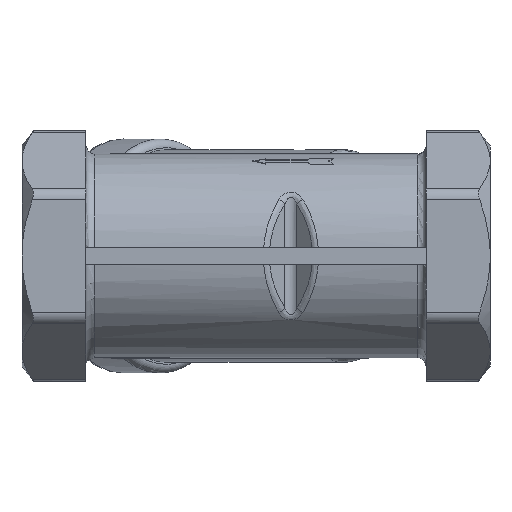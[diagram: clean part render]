
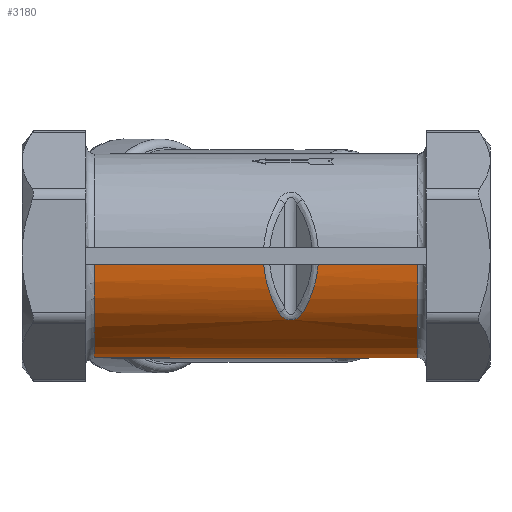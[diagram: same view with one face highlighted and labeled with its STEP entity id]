
A CAD part, front view. The second image highlights one B-rep face of the part: STEP entity #3180.
In plain terms, the highlighted cylindrical face has radius 24 mm (diameter 48 mm), a partial arc.
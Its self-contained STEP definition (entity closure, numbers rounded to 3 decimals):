
#203=ELLIPSE('',#3382,31.33,24.);
#213=ELLIPSE('',#3421,32.558,24.);
#214=ELLIPSE('',#3422,32.558,24.);
#215=ELLIPSE('',#3424,31.33,24.);
#307=B_SPLINE_CURVE_WITH_KNOTS('',3,(#4574,#4575,#4576,#4577,#4578,#4579,
#4580,#4581,#4582,#4583),.UNSPECIFIED.,.F.,.F.,(4,2,2,2,4),(1.21,
1.213,1.275,1.357,1.483),
 .UNSPECIFIED.);
#326=B_SPLINE_CURVE_WITH_KNOTS('',3,(#4916,#4917,#4918,#4919,#4920,#4921,
#4922),.UNSPECIFIED.,.F.,.F.,(4,1,1,1,4),(-0.322,-0.311,
-0.207,-0.156,0.),
 .UNSPECIFIED.);
#327=B_SPLINE_CURVE_WITH_KNOTS('',3,(#4924,#4925,#4926,#4927),
 .UNSPECIFIED.,.F.,.F.,(4,4),(-0.405,-0.322),
 .UNSPECIFIED.);
#328=B_SPLINE_CURVE_WITH_KNOTS('',3,(#4929,#4930,#4931,#4932,#4933,#4934),
 .UNSPECIFIED.,.F.,.F.,(4,1,1,4),(-0.726,-0.519,
-0.415,-0.405),.UNSPECIFIED.);
#329=B_SPLINE_CURVE_WITH_KNOTS('',3,(#4938,#4939,#4940,#4941,#4942,#4943,
#4944,#4945,#4946,#4947,#4948,#4949,#4950,#4951,#4952,#4953,#4954,#4955),
 .UNSPECIFIED.,.F.,.F.,(4,2,2,2,2,2,2,2,4),(-6.07,-5.966,
-5.335,-4.703,-3.379,-2.054,
-1.027,-0.513,-0.094),.UNSPECIFIED.);
#330=B_SPLINE_CURVE_WITH_KNOTS('',3,(#4957,#4958,#4959,#4960,#4961,#4962,
#4963,#4964,#4965,#4966,#4967,#4968,#4969,#4970),.UNSPECIFIED.,.F.,.F.,
(4,2,2,2,2,2,4),(0.,0.059,0.104,0.126,
0.136,0.152,0.153),.UNSPECIFIED.);
#415=LINE('',#4763,#590);
#418=LINE('',#4822,#593);
#590=VECTOR('',#3781,10.);
#593=VECTOR('',#3786,10.);
#755=CYLINDRICAL_SURFACE('',#3420,24.);
#797=FACE_OUTER_BOUND('',#974,.T.);
#974=EDGE_LOOP('',(#2130,#2131,#2132,#2133,#2134,#2135,#2136,#2137,#2138,
#2139,#2140,#2141,#2142,#2143));
#1166=CIRCLE('',#3394,24.);
#1176=CIRCLE('',#3423,24.);
#1230=VERTEX_POINT('',#4545);
#1233=VERTEX_POINT('',#4572);
#1235=VERTEX_POINT('',#4587);
#1237=VERTEX_POINT('',#4592);
#1255=VERTEX_POINT('',#4706);
#1267=VERTEX_POINT('',#4751);
#1268=VERTEX_POINT('',#4762);
#1273=VERTEX_POINT('',#4796);
#1295=VERTEX_POINT('',#4913);
#1296=VERTEX_POINT('',#4915);
#1297=VERTEX_POINT('',#4923);
#1298=VERTEX_POINT('',#4928);
#1299=VERTEX_POINT('',#4937);
#1300=VERTEX_POINT('',#4956);
#1557=EDGE_CURVE('',#1233,#1230,#307,.F.);
#1560=EDGE_CURVE('',#1233,#1235,#203,.T.);
#1581=EDGE_CURVE('',#1255,#1237,#1166,.T.);
#1599=EDGE_CURVE('',#1268,#1267,#415,.T.);
#1605=EDGE_CURVE('',#1255,#1273,#418,.T.);
#1629=EDGE_CURVE('',#1295,#1273,#213,.T.);
#1630=EDGE_CURVE('',#1296,#1295,#326,.T.);
#1631=EDGE_CURVE('',#1297,#1296,#327,.T.);
#1632=EDGE_CURVE('',#1298,#1297,#328,.T.);
#1633=EDGE_CURVE('',#1268,#1298,#214,.T.);
#1634=EDGE_CURVE('',#1230,#1267,#1176,.F.);
#1635=EDGE_CURVE('',#1235,#1299,#329,.T.);
#1636=EDGE_CURVE('',#1299,#1300,#330,.T.);
#1637=EDGE_CURVE('',#1300,#1237,#215,.T.);
#2130=ORIENTED_EDGE('',*,*,#1581,.F.);
#2131=ORIENTED_EDGE('',*,*,#1605,.T.);
#2132=ORIENTED_EDGE('',*,*,#1629,.F.);
#2133=ORIENTED_EDGE('',*,*,#1630,.F.);
#2134=ORIENTED_EDGE('',*,*,#1631,.F.);
#2135=ORIENTED_EDGE('',*,*,#1632,.F.);
#2136=ORIENTED_EDGE('',*,*,#1633,.F.);
#2137=ORIENTED_EDGE('',*,*,#1599,.T.);
#2138=ORIENTED_EDGE('',*,*,#1634,.F.);
#2139=ORIENTED_EDGE('',*,*,#1557,.F.);
#2140=ORIENTED_EDGE('',*,*,#1560,.T.);
#2141=ORIENTED_EDGE('',*,*,#1635,.T.);
#2142=ORIENTED_EDGE('',*,*,#1636,.T.);
#2143=ORIENTED_EDGE('',*,*,#1637,.T.);
#3180=ADVANCED_FACE('',(#797),#755,.T.);
#3382=AXIS2_PLACEMENT_3D('',#4589,#3722,#3723);
#3394=AXIS2_PLACEMENT_3D('',#4717,#3746,#3747);
#3420=AXIS2_PLACEMENT_3D('',#4912,#3819,#3820);
#3421=AXIS2_PLACEMENT_3D('',#4914,#3821,#3822);
#3422=AXIS2_PLACEMENT_3D('',#4935,#3823,#3824);
#3423=AXIS2_PLACEMENT_3D('',#4936,#3825,#3826);
#3424=AXIS2_PLACEMENT_3D('',#4971,#3827,#3828);
#3722=DIRECTION('center_axis',(0.766,-0.643,0.));
#3723=DIRECTION('ref_axis',(0.643,0.766,0.));
#3746=DIRECTION('center_axis',(1.,0.,0.));
#3747=DIRECTION('ref_axis',(0.,1.,0.));
#3781=DIRECTION('',(-1.,0.,0.));
#3786=DIRECTION('',(-1.,0.,0.));
#3819=DIRECTION('center_axis',(1.,0.,0.));
#3820=DIRECTION('ref_axis',(0.,0.,-1.));
#3821=DIRECTION('center_axis',(-0.737,-0.676,0.));
#3822=DIRECTION('ref_axis',(0.676,-0.737,0.));
#3823=DIRECTION('center_axis',(0.737,-0.676,0.));
#3824=DIRECTION('ref_axis',(-0.676,-0.737,0.));
#3825=DIRECTION('center_axis',(1.,0.,0.));
#3826=DIRECTION('ref_axis',(0.,0.,-1.));
#3827=DIRECTION('center_axis',(0.766,-0.643,0.));
#3828=DIRECTION('ref_axis',(0.643,0.766,0.));
#4545=CARTESIAN_POINT('',(17.,22.712,-7.757));
#4572=CARTESIAN_POINT('',(18.01,23.142,-6.359));
#4574=CARTESIAN_POINT('Ctrl Pts',(17.,22.712,-7.757));
#4575=CARTESIAN_POINT('Ctrl Pts',(17.005,22.712,-7.756));
#4576=CARTESIAN_POINT('Ctrl Pts',(17.01,22.713,-7.754));
#4577=CARTESIAN_POINT('Ctrl Pts',(17.148,22.729,-7.707));
#4578=CARTESIAN_POINT('Ctrl Pts',(17.269,22.753,-7.637));
#4579=CARTESIAN_POINT('Ctrl Pts',(17.514,22.82,-7.433));
#4580=CARTESIAN_POINT('Ctrl Pts',(17.626,22.866,-7.291));
#4581=CARTESIAN_POINT('Ctrl Pts',(17.856,22.988,-6.901));
#4582=CARTESIAN_POINT('Ctrl Pts',(17.948,23.068,-6.629));
#4583=CARTESIAN_POINT('Ctrl Pts',(18.01,23.142,-6.359));
#4587=CARTESIAN_POINT('',(18.202,23.371,-5.461));
#4589=CARTESIAN_POINT('Origin',(-1.408,0.,0.));
#4592=CARTESIAN_POINT('',(93.,23.835,-2.809));
#4706=CARTESIAN_POINT('',(93.,-23.917,-2.));
#4717=CARTESIAN_POINT('Origin',(93.,0.,0.));
#4751=CARTESIAN_POINT('',(17.,-23.917,-2.));
#4762=CARTESIAN_POINT('',(56.799,-23.917,-2.));
#4763=CARTESIAN_POINT('',(15.,-23.917,-2.));
#4796=CARTESIAN_POINT('',(69.617,-23.917,-2.));
#4822=CARTESIAN_POINT('',(15.,-23.917,-2.));
#4912=CARTESIAN_POINT('Origin',(15.,0.,0.));
#4913=CARTESIAN_POINT('',(66.037,-20.011,-13.25));
#4914=CARTESIAN_POINT('Origin',(47.693,0.,0.));
#4915=CARTESIAN_POINT('',(63.621,-18.756,-14.974));
#4916=CARTESIAN_POINT('Ctrl Pts',(63.621,-18.755,-14.975));
#4917=CARTESIAN_POINT('Ctrl Pts',(63.655,-18.759,-14.97));
#4918=CARTESIAN_POINT('Ctrl Pts',(64.029,-18.806,-14.91));
#4919=CARTESIAN_POINT('Ctrl Pts',(64.545,-18.958,-14.719));
#4920=CARTESIAN_POINT('Ctrl Pts',(65.369,-19.378,-14.167));
#4921=CARTESIAN_POINT('Ctrl Pts',(65.786,-19.737,-13.663));
#4922=CARTESIAN_POINT('Ctrl Pts',(66.037,-20.011,-13.25));
#4923=CARTESIAN_POINT('',(62.795,-18.756,-14.974));
#4924=CARTESIAN_POINT('Ctrl Pts',(62.795,-18.754,-14.975));
#4925=CARTESIAN_POINT('Ctrl Pts',(63.068,-18.724,-15.013));
#4926=CARTESIAN_POINT('Ctrl Pts',(63.348,-18.724,-15.013));
#4927=CARTESIAN_POINT('Ctrl Pts',(63.621,-18.755,-14.975));
#4928=CARTESIAN_POINT('',(60.38,-20.011,-13.25));
#4929=CARTESIAN_POINT('Ctrl Pts',(60.382,-20.011,-13.249));
#4930=CARTESIAN_POINT('Ctrl Pts',(60.716,-19.647,-13.8));
#4931=CARTESIAN_POINT('Ctrl Pts',(61.387,-19.105,-14.536));
#4932=CARTESIAN_POINT('Ctrl Pts',(62.388,-18.807,-14.909));
#4933=CARTESIAN_POINT('Ctrl Pts',(62.761,-18.76,-14.969));
#4934=CARTESIAN_POINT('Ctrl Pts',(62.795,-18.756,-14.974));
#4935=CARTESIAN_POINT('Origin',(78.723,0.,0.));
#4936=CARTESIAN_POINT('Origin',(17.,0.,0.));
#4937=CARTESIAN_POINT('',(72.379,0.588,-23.993));
#4938=CARTESIAN_POINT('Ctrl Pts',(18.202,23.371,-5.461));
#4939=CARTESIAN_POINT('Ctrl Pts',(18.392,23.3,-5.763));
#4940=CARTESIAN_POINT('Ctrl Pts',(18.59,23.226,-6.053));
#4941=CARTESIAN_POINT('Ctrl Pts',(20.006,22.698,-7.985));
#4942=CARTESIAN_POINT('Ctrl Pts',(21.617,22.096,-9.481));
#4943=CARTESIAN_POINT('Ctrl Pts',(25.125,20.783,-12.092));
#4944=CARTESIAN_POINT('Ctrl Pts',(27.021,20.071,-13.208));
#4945=CARTESIAN_POINT('Ctrl Pts',(32.513,18.002,-16.049));
#4946=CARTESIAN_POINT('Ctrl Pts',(36.774,16.389,-17.66));
#4947=CARTESIAN_POINT('Ctrl Pts',(45.461,13.043,-20.257));
#4948=CARTESIAN_POINT('Ctrl Pts',(49.888,11.311,-21.244));
#4949=CARTESIAN_POINT('Ctrl Pts',(57.048,8.391,-22.529));
#4950=CARTESIAN_POINT('Ctrl Pts',(60.484,6.958,-23.026));
#4951=CARTESIAN_POINT('Ctrl Pts',(65.515,4.608,-23.567));
#4952=CARTESIAN_POINT('Ctrl Pts',(67.169,3.791,-23.715));
#4953=CARTESIAN_POINT('Ctrl Pts',(70.025,2.195,-23.91));
#4954=CARTESIAN_POINT('Ctrl Pts',(71.255,1.438,-23.972));
#4955=CARTESIAN_POINT('Ctrl Pts',(72.379,0.588,-23.993));
#4956=CARTESIAN_POINT('',(73.352,0.42,-23.996));
#4957=CARTESIAN_POINT('Ctrl Pts',(72.379,0.588,-23.993));
#4958=CARTESIAN_POINT('Ctrl Pts',(72.537,0.469,-23.996));
#4959=CARTESIAN_POINT('Ctrl Pts',(72.694,0.393,-23.997));
#4960=CARTESIAN_POINT('Ctrl Pts',(72.949,0.327,-23.998));
#4961=CARTESIAN_POINT('Ctrl Pts',(73.047,0.321,-23.998));
#4962=CARTESIAN_POINT('Ctrl Pts',(73.172,0.335,-23.998));
#4963=CARTESIAN_POINT('Ctrl Pts',(73.213,0.344,-23.998));
#4964=CARTESIAN_POINT('Ctrl Pts',(73.27,0.366,-23.997));
#4965=CARTESIAN_POINT('Ctrl Pts',(73.288,0.374,-23.997));
#4966=CARTESIAN_POINT('Ctrl Pts',(73.331,0.398,-23.997));
#4967=CARTESIAN_POINT('Ctrl Pts',(73.345,0.412,-23.996));
#4968=CARTESIAN_POINT('Ctrl Pts',(73.351,0.419,-23.996));
#4969=CARTESIAN_POINT('Ctrl Pts',(73.352,0.419,-23.996));
#4970=CARTESIAN_POINT('Ctrl Pts',(73.352,0.42,-23.996));
#4971=CARTESIAN_POINT('Origin',(73.,0.,0.));
